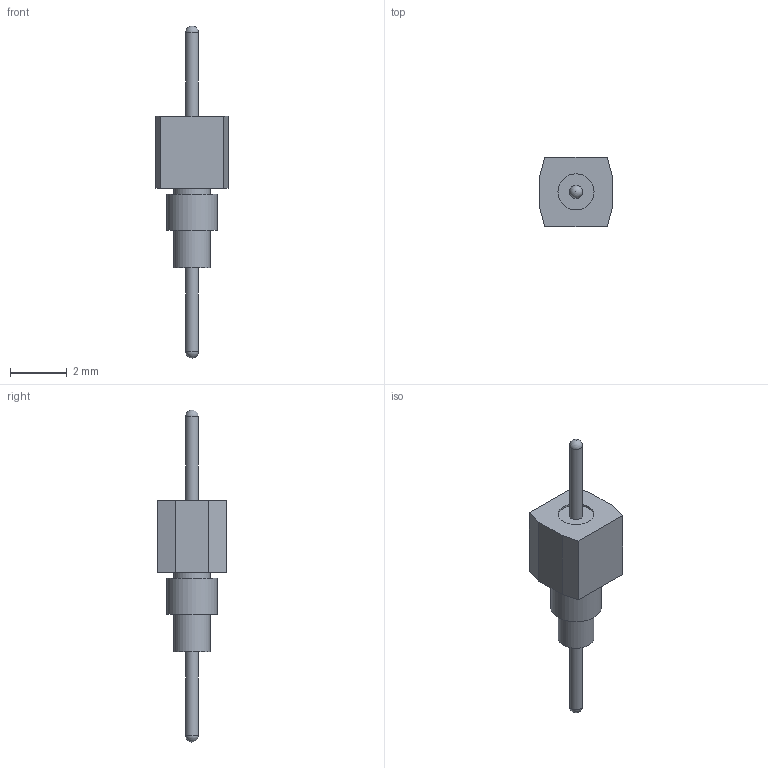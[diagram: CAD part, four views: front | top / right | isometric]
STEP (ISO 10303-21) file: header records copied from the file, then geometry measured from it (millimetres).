
FILE_DESCRIPTION(('FreeCAD Model'),'2;1');
FILE_NAME('Open CASCADE Shape Model','2025-01-12T11:59:21',(''),(''), 'Open CASCADE STEP processor 7.8','FreeCAD','Unknown');
FILE_SCHEMA(('AUTOMOTIVE_DESIGN { 1 0 10303 214 1 1 1 1 }'));
Length unit declared in the file: millimetre
Products named in the file (2): BBS-101-G-A_socket; BBS-101-G-A_pins
Bounding box: 2.54 x 2.44 x 11.68 mm (x, y, z)
Volume: 21.2 mm3; surface area: 80.2 mm2
Topology: 2 solids, 2 shells, 22 faces, 49 edges, 33 vertices
Faces by surface type: plane 14, cylinder 6, sphere 2
Full cylindrical faces by diameter (mm): 0.457 x2, 1.27 x3, 1.778 x1
Entity records: 650 total; most frequent: CARTESIAN_POINT 119, DIRECTION 100, ORIENTED_EDGE 94, EDGE_CURVE 47, AXIS2_PLACEMENT_3D 38, VERTEX_POINT 33, FACE_BOUND 28, EDGE_LOOP 28
